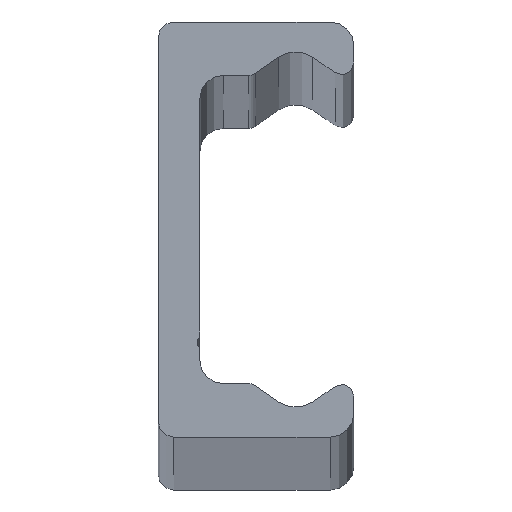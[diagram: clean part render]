
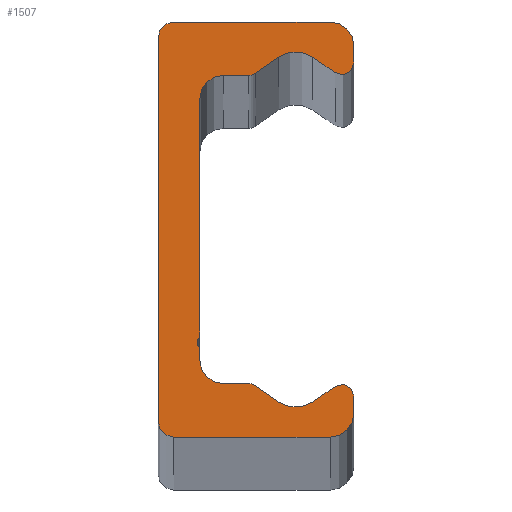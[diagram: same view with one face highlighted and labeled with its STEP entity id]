
A CAD part, top view. The second image highlights one B-rep face of the part: STEP entity #1507.
In plain terms, the highlighted planar face has unit normal (0, 0, 1).
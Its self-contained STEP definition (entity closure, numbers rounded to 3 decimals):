
#34=VECTOR('',#2044,1.);
#39=VECTOR('',#2056,1.);
#43=VECTOR('',#2067,1.);
#47=VECTOR('',#2078,1.);
#51=VECTOR('',#2089,1.);
#55=VECTOR('',#2100,1.);
#59=VECTOR('',#2111,1.);
#63=VECTOR('',#2122,1.);
#67=VECTOR('',#2133,1.);
#71=VECTOR('',#2144,1.);
#75=VECTOR('',#2155,1.);
#79=VECTOR('',#2166,1.);
#83=VECTOR('',#2177,1.);
#86=LINE('',#2445,#34);
#91=LINE('',#2460,#39);
#95=LINE('',#2472,#43);
#99=LINE('',#2484,#47);
#103=LINE('',#2496,#51);
#107=LINE('',#2508,#55);
#111=LINE('',#2520,#59);
#115=LINE('',#2532,#63);
#119=LINE('',#2544,#67);
#123=LINE('',#2556,#71);
#127=LINE('',#2568,#75);
#131=LINE('',#2580,#79);
#135=LINE('',#2592,#83);
#151=PLANE('',#1721);
#281=VERTEX_POINT('',#2446);
#282=VERTEX_POINT('',#2447);
#285=VERTEX_POINT('',#2455);
#287=VERTEX_POINT('',#2461);
#289=VERTEX_POINT('',#2467);
#291=VERTEX_POINT('',#2473);
#293=VERTEX_POINT('',#2479);
#295=VERTEX_POINT('',#2485);
#297=VERTEX_POINT('',#2491);
#299=VERTEX_POINT('',#2497);
#301=VERTEX_POINT('',#2503);
#303=VERTEX_POINT('',#2509);
#305=VERTEX_POINT('',#2515);
#307=VERTEX_POINT('',#2521);
#309=VERTEX_POINT('',#2527);
#311=VERTEX_POINT('',#2533);
#313=VERTEX_POINT('',#2539);
#315=VERTEX_POINT('',#2545);
#317=VERTEX_POINT('',#2551);
#319=VERTEX_POINT('',#2557);
#321=VERTEX_POINT('',#2563);
#323=VERTEX_POINT('',#2569);
#325=VERTEX_POINT('',#2575);
#327=VERTEX_POINT('',#2581);
#329=VERTEX_POINT('',#2587);
#331=VERTEX_POINT('',#2593);
#429=CIRCLE('',#1671,2.);
#431=CIRCLE('',#1675,1.);
#433=CIRCLE('',#1679,2.5);
#435=CIRCLE('',#1683,1.);
#437=CIRCLE('',#1687,2.);
#439=CIRCLE('',#1691,0.5);
#441=CIRCLE('',#1695,2.);
#443=CIRCLE('',#1699,1.);
#445=CIRCLE('',#1703,2.5);
#447=CIRCLE('',#1707,1.);
#449=CIRCLE('',#1711,2.);
#451=CIRCLE('',#1715,1.3);
#453=CIRCLE('',#1719,1.3);
#551=EDGE_CURVE('',#281,#282,#86,.T.);
#555=EDGE_CURVE('',#282,#285,#429,.T.);
#558=EDGE_CURVE('',#285,#287,#91,.T.);
#561=EDGE_CURVE('',#287,#289,#431,.T.);
#564=EDGE_CURVE('',#289,#291,#95,.T.);
#567=EDGE_CURVE('',#291,#293,#433,.T.);
#570=EDGE_CURVE('',#293,#295,#99,.T.);
#573=EDGE_CURVE('',#295,#297,#435,.T.);
#576=EDGE_CURVE('',#297,#299,#103,.T.);
#579=EDGE_CURVE('',#299,#301,#437,.T.);
#582=EDGE_CURVE('',#301,#303,#107,.T.);
#585=EDGE_CURVE('',#303,#305,#439,.T.);
#588=EDGE_CURVE('',#305,#307,#111,.T.);
#591=EDGE_CURVE('',#307,#309,#441,.T.);
#594=EDGE_CURVE('',#309,#311,#115,.T.);
#597=EDGE_CURVE('',#311,#313,#443,.T.);
#600=EDGE_CURVE('',#313,#315,#119,.T.);
#603=EDGE_CURVE('',#315,#317,#445,.T.);
#606=EDGE_CURVE('',#317,#319,#123,.T.);
#609=EDGE_CURVE('',#319,#321,#447,.T.);
#612=EDGE_CURVE('',#321,#323,#127,.T.);
#615=EDGE_CURVE('',#323,#325,#449,.T.);
#618=EDGE_CURVE('',#325,#327,#131,.T.);
#621=EDGE_CURVE('',#327,#329,#451,.T.);
#624=EDGE_CURVE('',#329,#331,#135,.T.);
#627=EDGE_CURVE('',#331,#281,#453,.T.);
#925=ORIENTED_EDGE('',*,*,#551,.F.);
#926=ORIENTED_EDGE('',*,*,#627,.F.);
#927=ORIENTED_EDGE('',*,*,#624,.F.);
#928=ORIENTED_EDGE('',*,*,#621,.F.);
#929=ORIENTED_EDGE('',*,*,#618,.F.);
#930=ORIENTED_EDGE('',*,*,#615,.F.);
#931=ORIENTED_EDGE('',*,*,#612,.F.);
#932=ORIENTED_EDGE('',*,*,#609,.F.);
#933=ORIENTED_EDGE('',*,*,#606,.F.);
#934=ORIENTED_EDGE('',*,*,#603,.F.);
#935=ORIENTED_EDGE('',*,*,#600,.F.);
#936=ORIENTED_EDGE('',*,*,#597,.F.);
#937=ORIENTED_EDGE('',*,*,#594,.F.);
#938=ORIENTED_EDGE('',*,*,#591,.F.);
#939=ORIENTED_EDGE('',*,*,#588,.F.);
#940=ORIENTED_EDGE('',*,*,#585,.F.);
#941=ORIENTED_EDGE('',*,*,#582,.F.);
#942=ORIENTED_EDGE('',*,*,#579,.F.);
#943=ORIENTED_EDGE('',*,*,#576,.F.);
#944=ORIENTED_EDGE('',*,*,#573,.F.);
#945=ORIENTED_EDGE('',*,*,#570,.F.);
#946=ORIENTED_EDGE('',*,*,#567,.F.);
#947=ORIENTED_EDGE('',*,*,#564,.F.);
#948=ORIENTED_EDGE('',*,*,#561,.F.);
#949=ORIENTED_EDGE('',*,*,#558,.F.);
#950=ORIENTED_EDGE('',*,*,#555,.F.);
#1195=EDGE_LOOP('',(#925,#926,#927,#928,#929,#930,#931,#932,#933,#934,#935,
#936,#937,#938,#939,#940,#941,#942,#943,#944,#945,#946,#947,#948,#949,#950));
#1415=FACE_BOUND('',#1195,.T.);
#1507=ADVANCED_FACE('',(#1415),#151,.T.);
#1671=AXIS2_PLACEMENT_3D('',#2454,#2050,#2051);
#1675=AXIS2_PLACEMENT_3D('',#2466,#2061,#2062);
#1679=AXIS2_PLACEMENT_3D('',#2478,#2072,#2073);
#1683=AXIS2_PLACEMENT_3D('',#2490,#2083,#2084);
#1687=AXIS2_PLACEMENT_3D('',#2502,#2094,#2095);
#1691=AXIS2_PLACEMENT_3D('',#2514,#2105,#2106);
#1695=AXIS2_PLACEMENT_3D('',#2526,#2116,#2117);
#1699=AXIS2_PLACEMENT_3D('',#2538,#2127,#2128);
#1703=AXIS2_PLACEMENT_3D('',#2550,#2138,#2139);
#1707=AXIS2_PLACEMENT_3D('',#2562,#2149,#2150);
#1711=AXIS2_PLACEMENT_3D('',#2574,#2160,#2161);
#1715=AXIS2_PLACEMENT_3D('',#2586,#2171,#2172);
#1719=AXIS2_PLACEMENT_3D('',#2598,#2182,#2183);
#1721=AXIS2_PLACEMENT_3D('',#2600,#2186,$);
#2044=DIRECTION('',(1.,0.,0.));
#2050=DIRECTION('',(0.,0.,-1.));
#2051=DIRECTION('',(2.,0.,0.));
#2056=DIRECTION('',(0.,-1.,0.));
#2061=DIRECTION('',(0.,0.,-1.));
#2062=DIRECTION('',(1.,0.,0.));
#2067=DIRECTION('',(-0.819,0.574,0.));
#2072=DIRECTION('',(0.,0.,1.));
#2073=DIRECTION('',(2.5,0.,0.));
#2078=DIRECTION('',(-0.819,-0.574,0.));
#2083=DIRECTION('',(0.,0.,-1.));
#2084=DIRECTION('',(1.,0.,0.));
#2089=DIRECTION('',(-1.,0.,0.));
#2094=DIRECTION('',(0.,0.,1.));
#2095=DIRECTION('',(2.,0.,0.));
#2100=DIRECTION('',(0.,-1.,0.));
#2105=DIRECTION('',(0.,0.,1.));
#2106=DIRECTION('',(0.5,0.,0.));
#2111=DIRECTION('',(0.,-1.,0.));
#2116=DIRECTION('',(0.,0.,1.));
#2117=DIRECTION('',(2.,0.,0.));
#2122=DIRECTION('',(1.,0.,0.));
#2127=DIRECTION('',(0.,0.,-1.));
#2128=DIRECTION('',(1.,0.,0.));
#2133=DIRECTION('',(0.819,-0.574,0.));
#2138=DIRECTION('',(0.,0.,1.));
#2139=DIRECTION('',(2.5,0.,0.));
#2144=DIRECTION('',(0.819,0.574,0.));
#2149=DIRECTION('',(0.,0.,-1.));
#2150=DIRECTION('',(1.,0.,0.));
#2155=DIRECTION('',(0.,-1.,0.));
#2160=DIRECTION('',(0.,0.,-1.));
#2161=DIRECTION('',(2.,0.,0.));
#2166=DIRECTION('',(-1.,0.,0.));
#2171=DIRECTION('',(0.,0.,-1.));
#2172=DIRECTION('',(1.3,0.,0.));
#2177=DIRECTION('',(0.,1.,0.));
#2182=DIRECTION('',(0.,0.,-1.));
#2183=DIRECTION('',(1.3,0.,0.));
#2186=DIRECTION('',(0.,0.,1.));
#2445=CARTESIAN_POINT('',(14.5,17.5,2560.));
#2446=CARTESIAN_POINT('',(1.3,17.5,2560.));
#2447=CARTESIAN_POINT('',(14.5,17.5,2560.));
#2454=CARTESIAN_POINT('',(14.5,15.5,2560.));
#2455=CARTESIAN_POINT('',(16.5,15.5,2560.));
#2460=CARTESIAN_POINT('',(16.5,14.042,2560.));
#2461=CARTESIAN_POINT('',(16.5,14.042,2560.));
#2466=CARTESIAN_POINT('',(15.5,14.042,2560.));
#2467=CARTESIAN_POINT('',(14.926,13.223,2560.));
#2472=CARTESIAN_POINT('',(13.034,14.548,2560.));
#2473=CARTESIAN_POINT('',(13.034,14.548,2560.));
#2478=CARTESIAN_POINT('',(11.6,12.5,2560.));
#2479=CARTESIAN_POINT('',(10.166,14.548,2560.));
#2484=CARTESIAN_POINT('',(8.214,13.181,2560.));
#2485=CARTESIAN_POINT('',(8.214,13.181,2560.));
#2490=CARTESIAN_POINT('',(7.64,14.,2560.));
#2491=CARTESIAN_POINT('',(7.64,13.,2560.));
#2496=CARTESIAN_POINT('',(5.5,13.,2560.));
#2497=CARTESIAN_POINT('',(5.5,13.,2560.));
#2502=CARTESIAN_POINT('',(5.5,11.,2560.));
#2503=CARTESIAN_POINT('',(3.5,11.,2560.));
#2508=CARTESIAN_POINT('',(3.5,-9.067,2560.));
#2509=CARTESIAN_POINT('',(3.5,-9.067,2560.));
#2514=CARTESIAN_POINT('',(3.75,-9.5,2560.));
#2515=CARTESIAN_POINT('',(3.5,-9.933,2560.));
#2520=CARTESIAN_POINT('',(3.5,-11.,2560.));
#2521=CARTESIAN_POINT('',(3.5,-11.,2560.));
#2526=CARTESIAN_POINT('',(5.5,-11.,2560.));
#2527=CARTESIAN_POINT('',(5.5,-13.,2560.));
#2532=CARTESIAN_POINT('',(7.64,-13.,2560.));
#2533=CARTESIAN_POINT('',(7.64,-13.,2560.));
#2538=CARTESIAN_POINT('',(7.64,-14.,2560.));
#2539=CARTESIAN_POINT('',(8.214,-13.181,2560.));
#2544=CARTESIAN_POINT('',(10.166,-14.548,2560.));
#2545=CARTESIAN_POINT('',(10.166,-14.548,2560.));
#2550=CARTESIAN_POINT('',(11.6,-12.5,2560.));
#2551=CARTESIAN_POINT('',(13.034,-14.548,2560.));
#2556=CARTESIAN_POINT('',(14.926,-13.223,2560.));
#2557=CARTESIAN_POINT('',(14.926,-13.223,2560.));
#2562=CARTESIAN_POINT('',(15.5,-14.042,2560.));
#2563=CARTESIAN_POINT('',(16.5,-14.042,2560.));
#2568=CARTESIAN_POINT('',(16.5,-15.5,2560.));
#2569=CARTESIAN_POINT('',(16.5,-15.5,2560.));
#2574=CARTESIAN_POINT('',(14.5,-15.5,2560.));
#2575=CARTESIAN_POINT('',(14.5,-17.5,2560.));
#2580=CARTESIAN_POINT('',(1.3,-17.5,2560.));
#2581=CARTESIAN_POINT('',(1.3,-17.5,2560.));
#2586=CARTESIAN_POINT('',(1.3,-16.2,2560.));
#2587=CARTESIAN_POINT('',(0.,-16.2,2560.));
#2592=CARTESIAN_POINT('',(0.,16.2,2560.));
#2593=CARTESIAN_POINT('',(0.,16.2,2560.));
#2598=CARTESIAN_POINT('',(1.3,16.2,2560.));
#2600=CARTESIAN_POINT('',(5.942,-0.014,2560.));
